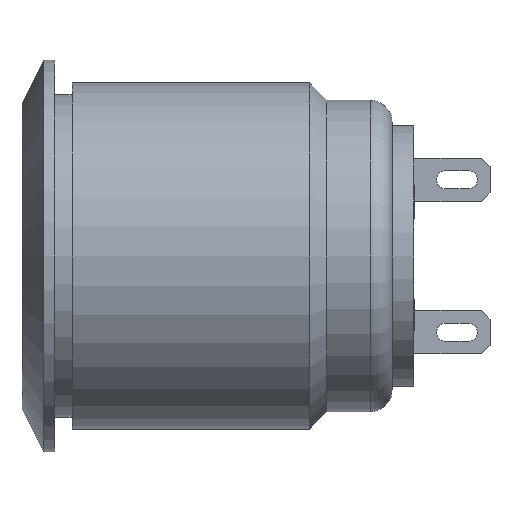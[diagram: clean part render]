
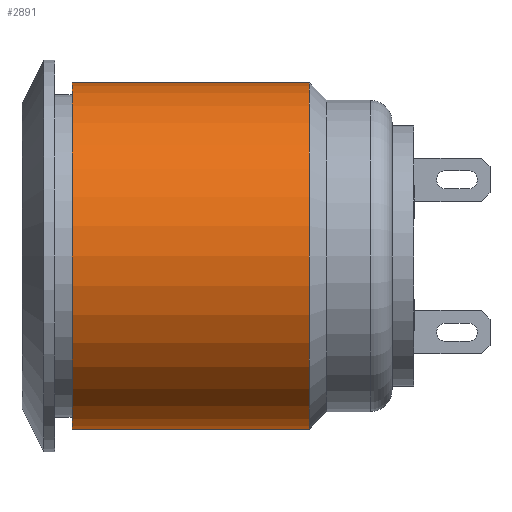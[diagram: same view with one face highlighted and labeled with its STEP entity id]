
A CAD part, front view. The second image highlights one B-rep face of the part: STEP entity #2891.
In plain terms, the highlighted cylindrical face has radius 7.95 mm (diameter 15.9 mm), a full revolution.
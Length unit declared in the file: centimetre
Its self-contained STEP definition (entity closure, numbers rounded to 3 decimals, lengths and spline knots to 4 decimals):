
#403=LINE('',#5191,#679);
#679=VECTOR('',#3703,0.795);
#702=CYLINDRICAL_SURFACE('',#3081,0.795);
#896=FACE_OUTER_BOUND('',#1091,.T.);
#1091=EDGE_LOOP('',(#2594,#2595,#2596,#2597));
#1147=CIRCLE('',#3078,0.795);
#1150=CIRCLE('',#3082,0.795);
#1416=VERTEX_POINT('',#5182);
#1419=VERTEX_POINT('',#5190);
#1810=EDGE_CURVE('',#1416,#1416,#1147,.T.);
#1814=EDGE_CURVE('',#1416,#1419,#403,.T.);
#1815=EDGE_CURVE('',#1419,#1419,#1150,.T.);
#2594=ORIENTED_EDGE('',*,*,#1810,.F.);
#2595=ORIENTED_EDGE('',*,*,#1814,.T.);
#2596=ORIENTED_EDGE('',*,*,#1815,.T.);
#2597=ORIENTED_EDGE('',*,*,#1814,.F.);
#2891=ADVANCED_FACE('',(#896),#702,.T.);
#3078=AXIS2_PLACEMENT_3D('',#5183,#3694,#3695);
#3081=AXIS2_PLACEMENT_3D('',#5189,#3701,#3702);
#3082=AXIS2_PLACEMENT_3D('',#5192,#3704,#3705);
#3694=DIRECTION('center_axis',(1.,0.,0.));
#3695=DIRECTION('ref_axis',(0.,-1.,0.));
#3701=DIRECTION('center_axis',(1.,0.,0.));
#3702=DIRECTION('ref_axis',(0.,-1.,0.));
#3703=DIRECTION('',(-1.,0.,0.));
#3704=DIRECTION('center_axis',(1.,0.,0.));
#3705=DIRECTION('ref_axis',(0.,-1.,0.));
#5182=CARTESIAN_POINT('',(1.17,0.795,0.));
#5183=CARTESIAN_POINT('Origin',(1.17,0.,0.));
#5189=CARTESIAN_POINT('Origin',(0.,0.,0.));
#5190=CARTESIAN_POINT('',(0.08,0.795,0.));
#5191=CARTESIAN_POINT('',(0.,0.795,0.));
#5192=CARTESIAN_POINT('Origin',(0.08,0.,0.));
